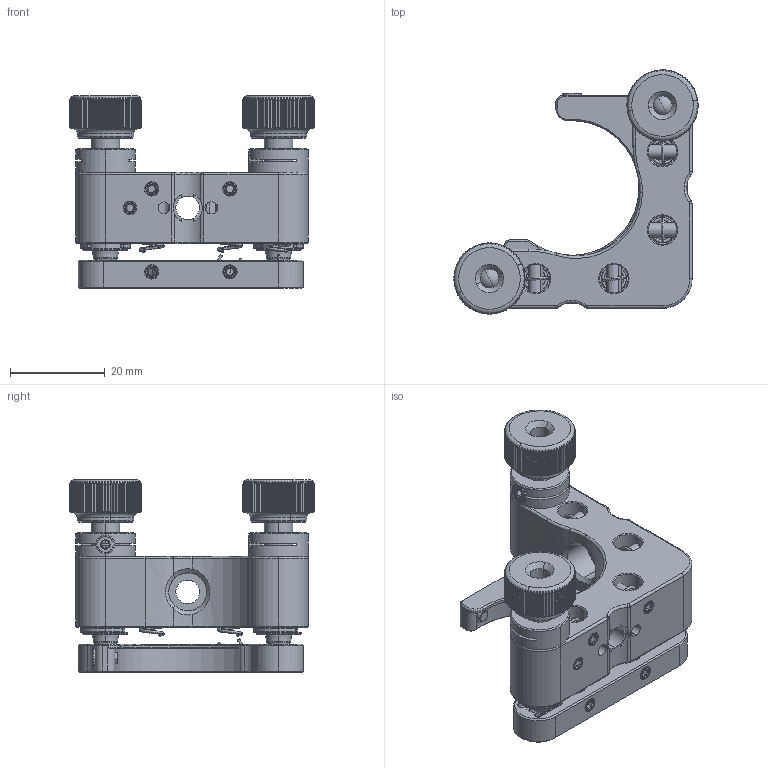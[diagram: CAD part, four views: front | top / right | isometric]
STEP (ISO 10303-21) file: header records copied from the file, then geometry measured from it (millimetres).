
FILE_DESCRIPTION (( 'STEP AP214' ), '1' );
FILE_NAME ('JC版，2.1.13.25，OMC-30L-2，30mmC型开口反射调整架，左手，2轴.STEP', '2024-12-11T02:42:20', ( '' ), ( '' ), 'SwSTEP 2.0', 'SolidWorks 2022', '' );
FILE_SCHEMA (( 'AUTOMOTIVE_DESIGN' ));
Length unit declared in the file: millimetre
Products named in the file (1): JC版，2.1.13.25，OMC-30L-2，30mmC型开口反射调整架，左手，2轴
Bounding box: 51.5 x 51.5 x 40.7 mm (x, y, z)
Surface area: 16060.7 mm2 (no closed solid volume)
Topology: 0 solids, 51 shells, 1022 faces, 2898 edges, 1897 vertices
Faces by surface type: plane 464, cylinder 325, cone 128, torus 85, bspline 16, sphere 4
Entity records: 54994 total; most frequent: CARTESIAN_POINT 18086, ORIENTED_EDGE 5365, DIRECTION 5201, EDGE_CURVE 2884, AXIS2_PLACEMENT_3D 2069, VERTEX_POINT 1891, EDGE_LOOP 1101, LINE 1063
